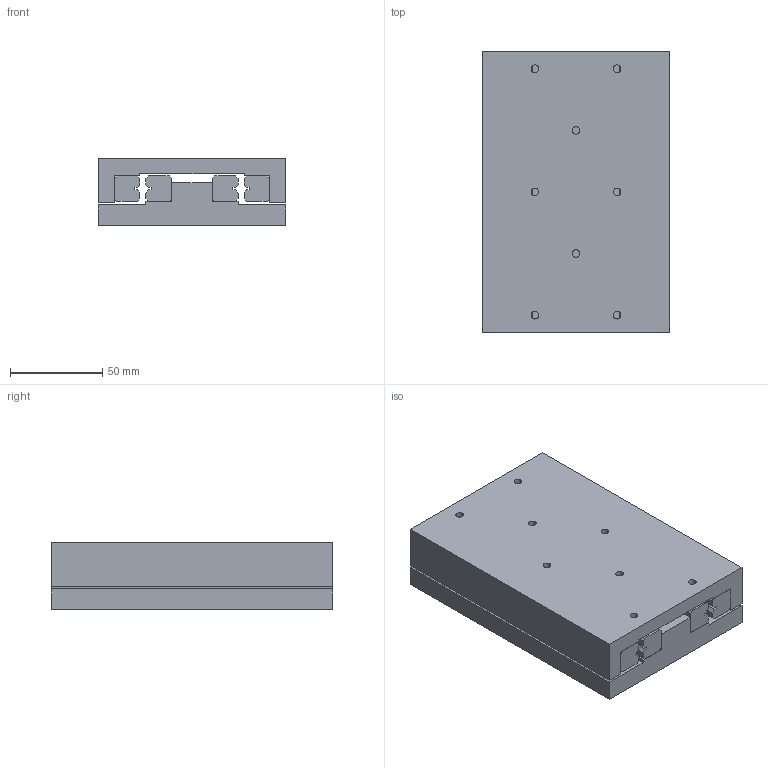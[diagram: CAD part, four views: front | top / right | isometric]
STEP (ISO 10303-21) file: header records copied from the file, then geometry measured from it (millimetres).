
FILE_DESCRIPTION((''),'2;1');
FILE_NAME('XAC4-6-5.stp','2004-01-29T23:22:17',('Owner'),(''),'Autodesk Inventor (tm) 5.3','Autodesk Inventor (tm) 5.3','');
FILE_SCHEMA(('CONFIG_CONTROL_DESIGN'));
Length unit declared in the file: inch
Products named in the file (7): XAC4-6-5; XAC4-6-5 BOTTOM-BASE; XAC4-6-5 TOP-PLATE; XAC4-6-5 RAIL-A; XAC4-6-5 RAIL-B; XAC4-6-5 RAIL-C; XAC4-6-5 RAIL-D
Assembly tree (6 placements, depth 2):
  XAC4-6-5
    XAC4-6-5 BOTTOM-BASE
    XAC4-6-5 TOP-PLATE
    XAC4-6-5 RAIL-A
    XAC4-6-5 RAIL-B
    XAC4-6-5 RAIL-C
    XAC4-6-5 RAIL-D
Bounding box: 101.6 x 152.4 x 36.5 mm (x, y, z)
Volume: 507740.4 mm3; surface area: 123277.7 mm2
Topology: 6 solids, 6 shells, 128 faces, 336 edges, 224 vertices
Faces by surface type: plane 92, bspline 36
Entity records: 5301 total; most frequent: CARTESIAN_POINT 1257, ORIENTED_EDGE 672, DIRECTION 610, EDGE_CURVE 336, VECTOR 272, LINE 272, VERTEX_POINT 224, AXIS2_PLACEMENT_3D 169
